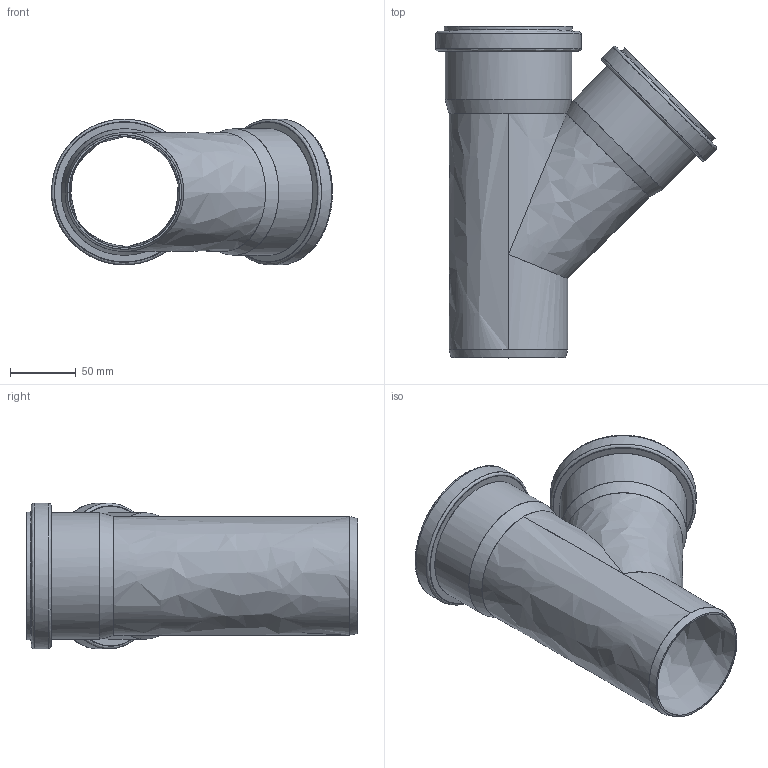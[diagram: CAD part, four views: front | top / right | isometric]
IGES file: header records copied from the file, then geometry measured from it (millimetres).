
Global section: file name: 0880955_D45 90.igs; native system: NX V4.0; preprocessor: UGS NX IGES V4.0; date: 20090715.111435; units: millimetre
Bounding box: 212.97 x 251.5 x 110.5 mm (x, y, z)
Surface area: 233364.3 mm2 (no closed solid volume)
Topology: 0 solids, 0 shells, 86 faces, 1317 edges, 1240 vertices
Faces by surface type: bspline 86
